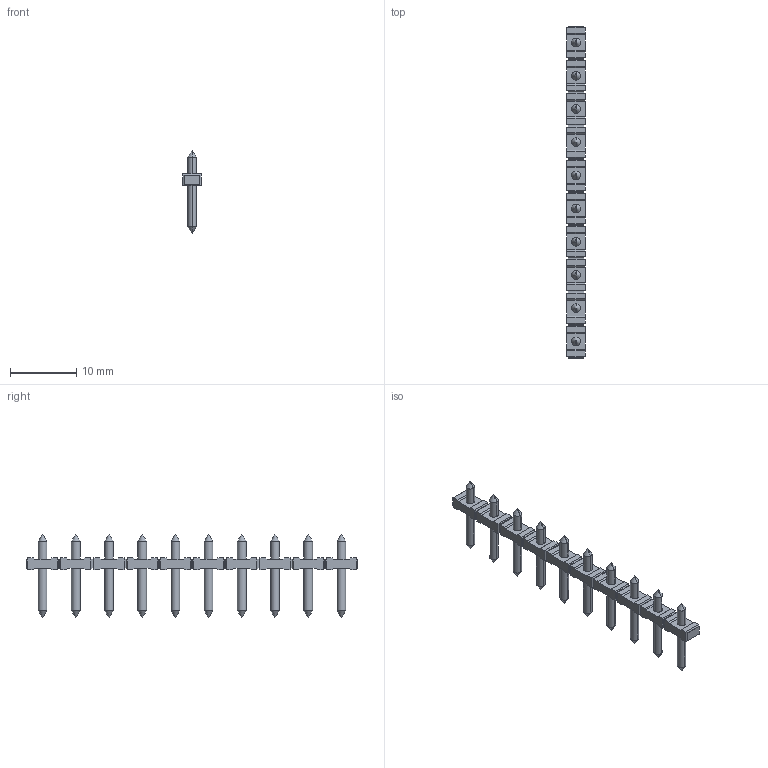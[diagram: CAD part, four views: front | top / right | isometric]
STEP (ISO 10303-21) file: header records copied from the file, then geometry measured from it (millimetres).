
FILE_DESCRIPTION((''),'2;1');
FILE_NAME('PRT0007','2024-09-29T13:33:07',('tluser'),(''),'CREO PARAMETRIC BY PTC INC, 2018100','CREO PARAMETRIC BY PTC INC, 2018100','');
FILE_SCHEMA(('CONFIG_CONTROL_DESIGN'));
Length unit declared in the file: millimetre
Products named in the file (1): PRT0007
Bounding box: 2.8 x 50 x 12.5 mm (x, y, z)
Volume: 347.2 mm3; surface area: 863.4 mm2
Topology: 1 solids, 1 shells, 326 faces, 772 edges, 428 vertices
Faces by surface type: plane 246, cylinder 40, cone 40
Entity records: 8754 total; most frequent: CARTESIAN_POINT 1486, DIRECTION 1464, ORIENTED_EDGE 1464, EDGE_CURVE 732, VECTOR 652, LINE 652, VERTEX_POINT 428, AXIS2_PLACEMENT_3D 406
